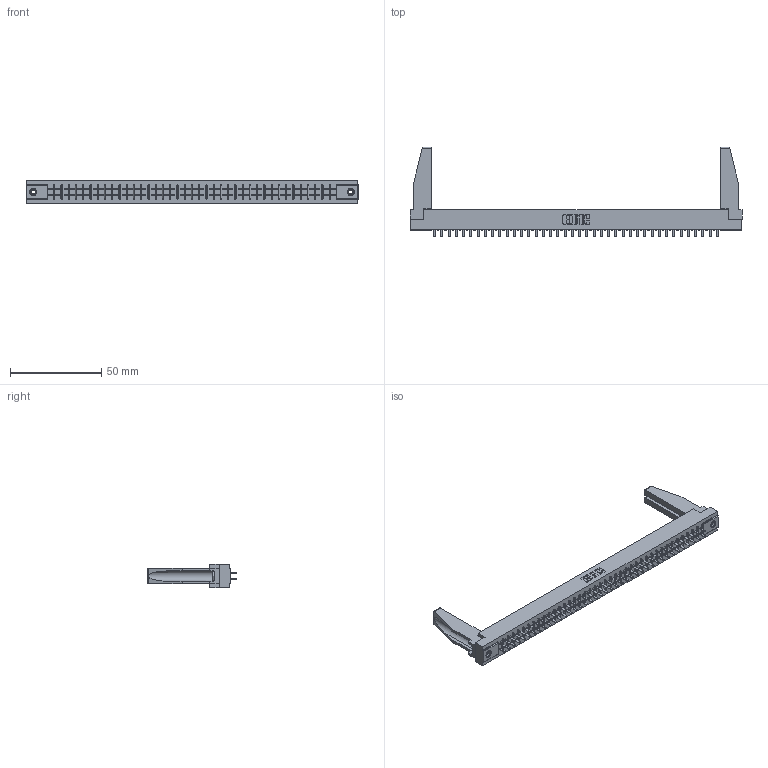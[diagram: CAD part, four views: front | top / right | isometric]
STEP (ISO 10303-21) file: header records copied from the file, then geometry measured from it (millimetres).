
FILE_DESCRIPTION (( 'STEP AP203' ), '1' );
FILE_NAME ('305-080-521-578.STEP', '2019-09-10T10:06:19', ( '' ), ( '' ), 'SwSTEP 2.0', 'SolidWorks 2016', '' );
FILE_SCHEMA (( 'CONFIG_CONTROL_DESIGN' ));
Length unit declared in the file: inch
Products named in the file (5): 307-220-078; 305 Part_.156 Dia; 305-290-001_521; 345-250-001_345-250-001-102; 305-080-521-578
Assembly tree (85 placements, depth 2):
  305-080-521-578
    305 Part_.156 Dia
    305-290-001_521  x80
    345-250-001_345-250-001-102  x2
    307-220-078  x2
Bounding box: 181.51 x 48.9 x 12.7 mm (x, y, z)
Volume: 22290.1 mm3; surface area: 27563.8 mm2
Topology: 85 solids, 85 shells, 3926 faces, 11166 edges, 7220 vertices
Faces by surface type: plane 2312, cylinder 1438, sphere 160, cone 12, torus 4
Entity records: 45872 total; most frequent: CARTESIAN_POINT 7596, ORIENTED_EDGE 7498, DIRECTION 7307, EDGE_CURVE 3749, VECTOR 3029, LINE 3029, VERTEX_POINT 2386, AXIS2_PLACEMENT_3D 2139
